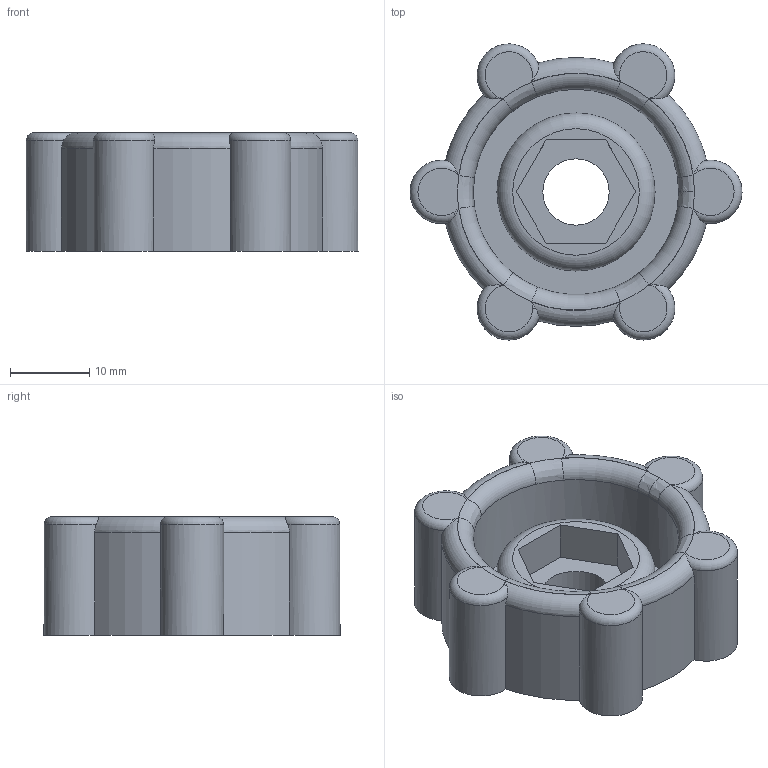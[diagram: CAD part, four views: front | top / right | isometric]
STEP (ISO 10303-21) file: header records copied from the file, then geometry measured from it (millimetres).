
FILE_DESCRIPTION(('FreeCAD Model'),'2;1');
FILE_NAME('manual_control.step','2015-03-11T19:07:58',('Author'),(''), 'Open CASCADE STEP processor 6.7','FreeCAD','Unknown');
FILE_SCHEMA(('AUTOMOTIVE_DESIGN_CC2 { 1 2 10303 214 -1 1 5 4 }'));
Length unit declared in the file: millimetre
Products named in the file (1): manual_control001
Bounding box: 42.01 x 37.46 x 15 mm (x, y, z)
Volume: 10618.2 mm3; surface area: 5693.2 mm2
Topology: 1 solids, 1 shells, 58 faces, 157 edges, 104 vertices
Faces by surface type: torus 25, cylinder 15, plane 11, bspline 7
Full cylindrical faces by diameter (mm): 8.4 x1, 20 x1, 26 x1
Entity records: 19763 total; most frequent: CARTESIAN_POINT 17017, DIRECTION 423, ORIENTED_EDGE 314, PCURVE 314, DEFINITIONAL_REPRESENTATION 314, LINE 168, VECTOR 168, B_SPLINE_CURVE_WITH_KNOTS 161
